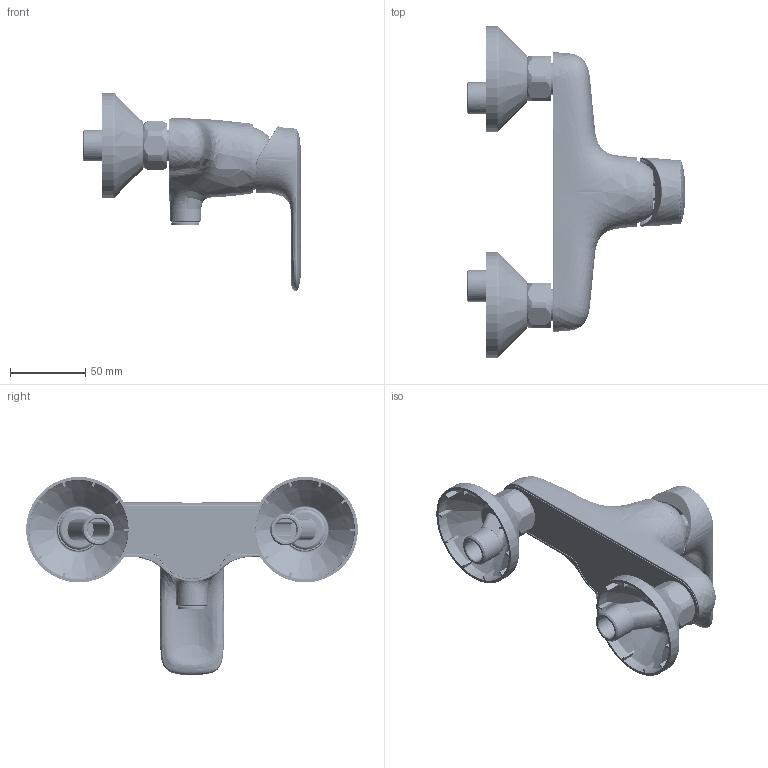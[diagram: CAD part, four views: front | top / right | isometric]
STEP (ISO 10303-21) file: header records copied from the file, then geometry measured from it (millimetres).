
FILE_DESCRIPTION((''),'2;1');
FILE_NAME('FFAS1M12-701500BF0_ASM','2023-01-04T10:02:18',('10114256'),(''),'CREO PARAMETRIC BY PTC INC, 2022162','CREO PARAMETRIC BY PTC INC, 2022162','');
FILE_SCHEMA(('CONFIG_CONTROL_DESIGN'));
Products named in the file (36): 417551038_2LB_BRS-_SHOWER_MIX_1; 00009031_NIPPEL__AN_000615833; 417614031_BEFESTIGUN_FASTENING_; 02552131_GEH_EHM_KA_OHM_CARTRI_; 404962031_SCHIEBER_S_CONTROL_SL; 02559031_RING_GLEIT_000689954; 02553231_HUELSE_SCH_SWIVEL_SLE_; 05931131_DICHT_FLAC_000630332; 09955031_STIFT_POLY_000632793; 408555031_HEBEL_EHM-_OHM_LEVER_; 404957031_PLATTE_SCH_SLIDE_PLAT; 4222068_BODEN_00932768; A4222069_DICHT_FORM_SHAPED_SEA_; 10618031_BODEN_BOTTOM_01259968_ASM; 404746031_SCHEIBE_KE_CERAMIC_DI; 404963031_SIEB_SCREEN_01704770; 408556040_KARTUSCHE_CARTRIDGE_0_ASM; 490055031_DICHTUNG__ROUND_SEAL_; 416852031_DICHTUNG__ROUND_SEAL_; 03035138_MUTTER_UEB_UNION_NUT_0; 400866031_GEWINDEBOL_THREADED_B; 04450031_DICHT_RUND_ROUND_SEAL_; 01050031_STOPFEN_EU_000648462; 04457038_KAPPE_00796439; 413031031_FUEHRUNG_W_WATER_GUID; 417211038_HEBEL_EHM-_OHM_LEVER_; 414205038_PLATTE_ABD_COVER_PART; 01207031_DICHT_RUND_ROUND_SEAL_; 416548031_ADAPTER__K_CARTRIDGE_; 09666031_SCHEIBE_000720130; 05897031_SCHRAUBE_SCREW_0126696; 414204031_FUEHRUNG_W_WATER_GUID; FFAS1M12-701500BF0_2LB_BRS-_SHO_ASM; 1581927250; 1580800550; FFAS1M12-701500BF0_ASM
Assembly tree (44 placements, depth 5):
  FFAS1M12-701500BF0_ASM
    FFAS1M12-701500BF0_2LB_BRS-_SHO_ASM
      417551038_2LB_BRS-_SHOWER_MIX_1
      00009031_NIPPEL__AN_000615833  x2
      417614031_BEFESTIGUN_FASTENING_
      408556040_KARTUSCHE_CARTRIDGE_0_ASM
        02552131_GEH_EHM_KA_OHM_CARTRI_
        404962031_SCHIEBER_S_CONTROL_SL
        02559031_RING_GLEIT_000689954
        02553231_HUELSE_SCH_SWIVEL_SLE_
        05931131_DICHT_FLAC_000630332
        09955031_STIFT_POLY_000632793
        408555031_HEBEL_EHM-_OHM_LEVER_
        404957031_PLATTE_SCH_SLIDE_PLAT
        10618031_BODEN_BOTTOM_01259968_ASM
          4222068_BODEN_00932768
          A4222069_DICHT_FORM_SHAPED_SEA_
        404746031_SCHEIBE_KE_CERAMIC_DI
        404963031_SIEB_SCREEN_01704770
      490055031_DICHTUNG__ROUND_SEAL_
      416852031_DICHTUNG__ROUND_SEAL_  x2
      03035138_MUTTER_UEB_UNION_NUT_0  x2
      400866031_GEWINDEBOL_THREADED_B
      04450031_DICHT_RUND_ROUND_SEAL_
      01050031_STOPFEN_EU_000648462
      04457038_KAPPE_00796439
      413031031_FUEHRUNG_W_WATER_GUID
      417211038_HEBEL_EHM-_OHM_LEVER_
      414205038_PLATTE_ABD_COVER_PART
      01207031_DICHT_RUND_ROUND_SEAL_  x2
      416548031_ADAPTER__K_CARTRIDGE_
      09666031_SCHEIBE_000720130  x2
      05897031_SCHRAUBE_SCREW_0126696  x2
      414204031_FUEHRUNG_W_WATER_GUID  x2
    1581927250  x2
    1580800550  x2
Bounding box: 144.75 x 219.99 x 131.45 mm (x, y, z)
Volume: 232334.8 mm3; surface area: 205364.7 mm2
Topology: 39 solids, 49 shells, 4629 faces, 12073 edges, 7447 vertices
Faces by surface type: cylinder 1221, plane 1112, bspline 1106, torus 679, cone 379, sphere 80, extrusion 36, revolution 16
Entity records: 216805 total; most frequent: CARTESIAN_POINT 120805, ORIENTED_EDGE 21724, DIRECTION 17826, EDGE_CURVE 10880, AXIS2_PLACEMENT_3D 7109, VERTEX_POINT 6808, EDGE_LOOP 4366, FACE_OUTER_BOUND 4201
